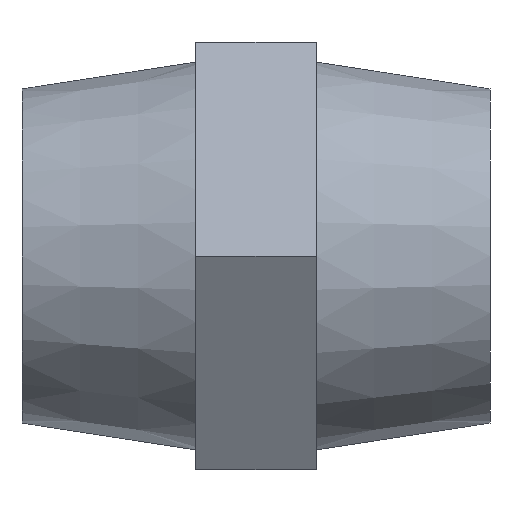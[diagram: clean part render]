
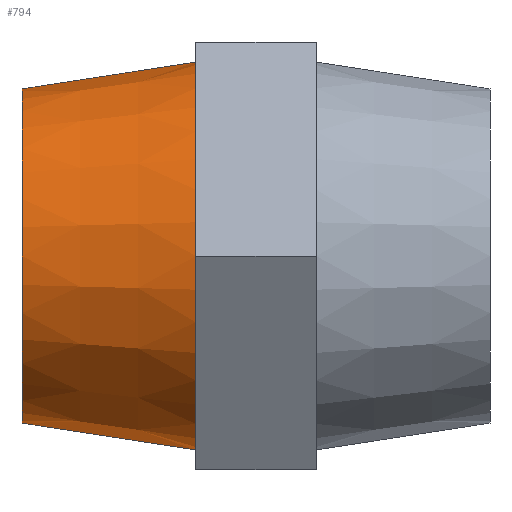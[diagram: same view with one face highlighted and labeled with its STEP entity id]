
A CAD part, left-side view. The second image highlights one B-rep face of the part: STEP entity #794.
In plain terms, the highlighted conical face has half-angle 8.746 degrees and reference radius 14.5 mm.
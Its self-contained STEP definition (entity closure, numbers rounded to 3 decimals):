
#63 = LINE ( 'NONE', #2021, #315 ) ;
#91 = CARTESIAN_POINT ( 'NONE',  ( 0., 4.5, 0. ) ) ;
#138 = ORIENTED_EDGE ( 'NONE', *, *, #1941, .T. ) ;
#280 = LINE ( 'NONE', #2240, #616 ) ;
#315 = VECTOR ( 'NONE', #1601, 1000. ) ;
#362 = VERTEX_POINT ( 'NONE', #2647 ) ;
#406 = CARTESIAN_POINT ( 'NONE',  ( 0., 4.5, -14.5 ) ) ;
#465 = AXIS2_PLACEMENT_3D ( 'NONE', #91, #2765, #2048 ) ;
#469 = DIRECTION ( 'NONE',  ( 0., 0., -1. ) ) ;
#609 = CARTESIAN_POINT ( 'NONE',  ( 0., 17.5, 0. ) ) ;
#616 = VECTOR ( 'NONE', #2981, 1000. ) ;
#634 = VERTEX_POINT ( 'NONE', #1083 ) ;
#642 = DIRECTION ( 'NONE',  ( 0., 0., -1. ) ) ;
#794 = ADVANCED_FACE ( 'NONE', ( #2657 ), #1057, .T. ) ;
#848 = DIRECTION ( 'NONE',  ( 0., -1., 0. ) ) ;
#1057 = CONICAL_SURFACE ( 'NONE', #2831, 14.5, 0.153 ) ;
#1083 = CARTESIAN_POINT ( 'NONE',  ( 0., 4.5, 14.5 ) ) ;
#1207 = DIRECTION ( 'NONE',  ( 0., -1., 0. ) ) ;
#1321 = ORIENTED_EDGE ( 'NONE', *, *, #1863, .F. ) ;
#1322 = CARTESIAN_POINT ( 'NONE',  ( 0., 17.5, -12.5 ) ) ;
#1424 = VERTEX_POINT ( 'NONE', #1322 ) ;
#1545 = AXIS2_PLACEMENT_3D ( 'NONE', #609, #848, #642 ) ;
#1601 = DIRECTION ( 'NONE',  ( 0., -0.988, -0.152 ) ) ;
#1863 = EDGE_CURVE ( 'NONE', #634, #2859, #2988, .T. ) ;
#1927 = ORIENTED_EDGE ( 'NONE', *, *, #2910, .F. ) ;
#1941 = EDGE_CURVE ( 'NONE', #1424, #2859, #63, .T. ) ;
#2021 = CARTESIAN_POINT ( 'NONE',  ( 0., 4.5, -14.5 ) ) ;
#2048 = DIRECTION ( 'NONE',  ( 0., 0., -1. ) ) ;
#2068 = EDGE_LOOP ( 'NONE', ( #1927, #2865, #138, #1321 ) ) ;
#2186 = CARTESIAN_POINT ( 'NONE',  ( 0., 4.5, 0. ) ) ;
#2240 = CARTESIAN_POINT ( 'NONE',  ( 0., 4.5, 14.5 ) ) ;
#2647 = CARTESIAN_POINT ( 'NONE',  ( 0., 17.5, 12.5 ) ) ;
#2657 = FACE_OUTER_BOUND ( 'NONE', #2068, .T. ) ;
#2681 = EDGE_CURVE ( 'NONE', #362, #1424, #2940, .T. ) ;
#2765 = DIRECTION ( 'NONE',  ( 0., -1., 0. ) ) ;
#2831 = AXIS2_PLACEMENT_3D ( 'NONE', #2186, #1207, #469 ) ;
#2859 = VERTEX_POINT ( 'NONE', #406 ) ;
#2865 = ORIENTED_EDGE ( 'NONE', *, *, #2681, .T. ) ;
#2910 = EDGE_CURVE ( 'NONE', #362, #634, #280, .T. ) ;
#2940 = CIRCLE ( 'NONE', #1545, 12.5 ) ;
#2981 = DIRECTION ( 'NONE',  ( 0., -0.988, 0.152 ) ) ;
#2988 = CIRCLE ( 'NONE', #465, 14.5 ) ;
